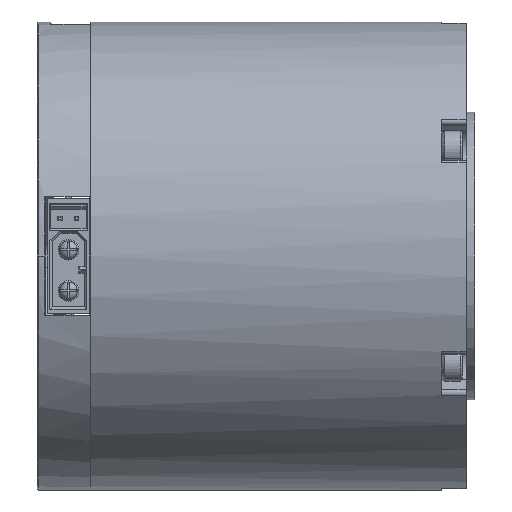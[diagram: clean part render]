
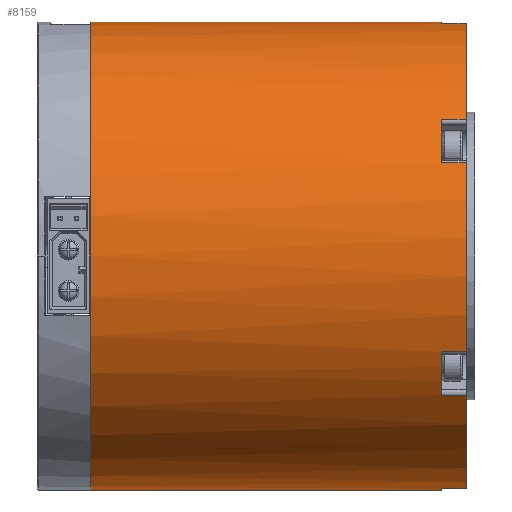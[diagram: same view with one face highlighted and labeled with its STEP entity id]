
A CAD part, left-side view. The second image highlights one B-rep face of the part: STEP entity #8159.
In plain terms, the highlighted cylindrical face has radius 28.5 mm (diameter 57 mm), a partial arc.
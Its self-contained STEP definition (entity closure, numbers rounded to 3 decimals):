
#1001=CARTESIAN_POINT('',(0.,1.,0.));
#1002=DIRECTION('',(0.,1.,0.));
#1003=DIRECTION('',(-0.101,0.,-0.995));
#1004=AXIS2_PLACEMENT_3D('',#1001,#1002,#1003);
#1034=CARTESIAN_POINT('',(0.,1.,0.));
#1035=DIRECTION('',(0.,1.,0.));
#1036=DIRECTION('',(-0.912,0.,-0.41));
#1037=AXIS2_PLACEMENT_3D('',#1034,#1035,#1036);
#1067=CARTESIAN_POINT('',(0.,1.,0.));
#1068=DIRECTION('',(0.,1.,0.));
#1069=DIRECTION('',(-0.811,0.,0.585));
#1070=AXIS2_PLACEMENT_3D('',#1067,#1068,#1069);
#1741=CARTESIAN_POINT('',(0.,4.,0.));
#1742=DIRECTION('',(0.,1.,0.));
#1743=DIRECTION('',(-0.114,0.,0.993));
#1744=AXIS2_PLACEMENT_3D('',#1741,#1742,#1743);
#1789=DIRECTION('',(0.,1.,0.));
#1790=VECTOR('',#1789,42.75);
#1791=CARTESIAN_POINT('',(0.,4.,-28.5));
#1792=LINE('',#1791,#1790);
#1793=DIRECTION('',(0.,-1.,0.));
#1794=VECTOR('',#1793,42.75);
#1795=CARTESIAN_POINT('',(0.,46.75,28.5));
#1796=LINE('',#1795,#1794);
#1797=DIRECTION('',(0.,-1.,0.));
#1798=VECTOR('',#1797,3.);
#1799=CARTESIAN_POINT('',(-3.247,4.,28.314));
#1800=LINE('',#1799,#1798);
#1801=DIRECTION('',(0.,-1.,0.));
#1802=VECTOR('',#1801,3.);
#1803=CARTESIAN_POINT('',(-2.885,4.,-28.354));
#1804=LINE('',#1803,#1802);
#1814=CARTESIAN_POINT('',(0.,4.,0.));
#1815=DIRECTION('',(0.,1.,0.));
#1816=DIRECTION('',(0.,0.,-1.));
#1817=AXIS2_PLACEMENT_3D('',#1814,#1815,#1816);
#2061=CARTESIAN_POINT('',(0.,46.75,0.));
#2062=DIRECTION('',(0.,-1.,0.));
#2063=DIRECTION('',(0.,0.,1.));
#2064=AXIS2_PLACEMENT_3D('',#2061,#2062,#2063);
#2453=DIRECTION('',(0.,-1.,0.));
#2454=VECTOR('',#2453,3.);
#2455=CARTESIAN_POINT('',(-23.112,4.,16.676));
#2456=LINE('',#2455,#2454);
#2466=CARTESIAN_POINT('',(0.,4.,0.));
#2467=DIRECTION('',(0.,1.,0.));
#2468=DIRECTION('',(-0.917,0.,0.398));
#2469=AXIS2_PLACEMENT_3D('',#2466,#2467,#2468);
#2508=DIRECTION('',(0.,1.,0.));
#2509=VECTOR('',#2508,3.);
#2510=CARTESIAN_POINT('',(-26.144,1.,11.346));
#2511=LINE('',#2510,#2509);
#2708=DIRECTION('',(0.,-1.,0.));
#2709=VECTOR('',#2708,3.);
#2710=CARTESIAN_POINT('',(-25.998,4.,-11.678));
#2711=LINE('',#2710,#2709);
#2721=CARTESIAN_POINT('',(0.,4.,0.));
#2722=DIRECTION('',(0.,1.,0.));
#2723=DIRECTION('',(-0.803,0.,-0.595));
#2724=AXIS2_PLACEMENT_3D('',#2721,#2722,#2723);
#2763=DIRECTION('',(0.,1.,0.));
#2764=VECTOR('',#2763,3.);
#2765=CARTESIAN_POINT('',(-22.898,1.,-16.969));
#2766=LINE('',#2765,#2764);
#4926=CARTESIAN_POINT('',(-26.144,4.,11.346));
#4928=VERTEX_POINT('',#4926);
#4929=CARTESIAN_POINT('',(-23.112,4.,16.676));
#4930=VERTEX_POINT('',#4929);
#4941=CARTESIAN_POINT('',(-26.144,1.,11.346));
#4942=VERTEX_POINT('',#4941);
#4973=CARTESIAN_POINT('',(-2.885,1.,-28.354));
#4974=VERTEX_POINT('',#4973);
#4975=CARTESIAN_POINT('',(-22.898,1.,-16.969));
#4976=VERTEX_POINT('',#4975);
#4987=CARTESIAN_POINT('',(-25.998,1.,-11.678));
#4988=VERTEX_POINT('',#4987);
#4995=CARTESIAN_POINT('',(-23.112,1.,16.676));
#4996=VERTEX_POINT('',#4995);
#4997=CARTESIAN_POINT('',(-3.247,1.,28.314));
#4998=VERTEX_POINT('',#4997);
#5837=CARTESIAN_POINT('',(0.,4.,28.5));
#5838=VERTEX_POINT('',#5837);
#5839=CARTESIAN_POINT('',(0.,46.75,28.5));
#5840=VERTEX_POINT('',#5839);
#5841=CARTESIAN_POINT('',(0.,46.75,-28.5));
#5842=VERTEX_POINT('',#5841);
#5843=CARTESIAN_POINT('',(0.,4.,-28.5));
#5844=VERTEX_POINT('',#5843);
#5979=CARTESIAN_POINT('',(-3.247,4.,28.314));
#5980=VERTEX_POINT('',#5979);
#5991=CARTESIAN_POINT('',(-2.885,4.,-28.354));
#5992=VERTEX_POINT('',#5991);
#5993=CARTESIAN_POINT('',(-25.998,4.,-11.678));
#5994=VERTEX_POINT('',#5993);
#5995=CARTESIAN_POINT('',(-22.898,4.,-16.969));
#5996=VERTEX_POINT('',#5995);
#8126=CARTESIAN_POINT('',(0.,0.,0.));
#8127=DIRECTION('',(0.,-1.,0.));
#8128=DIRECTION('',(0.,0.,-1.));
#8129=AXIS2_PLACEMENT_3D('',#8126,#8127,#8128);
#8130=CYLINDRICAL_SURFACE('',#8129,28.5);
#8131=ORIENTED_EDGE('',*,*,#7129,.F.);
#8133=ORIENTED_EDGE('',*,*,#8132,.F.);
#8135=ORIENTED_EDGE('',*,*,#8134,.F.);
#8136=ORIENTED_EDGE('',*,*,#7265,.T.);
#8138=ORIENTED_EDGE('',*,*,#8137,.F.);
#8139=ORIENTED_EDGE('',*,*,#7261,.T.);
#8140=ORIENTED_EDGE('',*,*,#8104,.F.);
#8142=ORIENTED_EDGE('',*,*,#8141,.T.);
#8143=ORIENTED_EDGE('',*,*,#7157,.F.);
#8145=ORIENTED_EDGE('',*,*,#8144,.F.);
#8147=ORIENTED_EDGE('',*,*,#8146,.F.);
#8149=ORIENTED_EDGE('',*,*,#8148,.F.);
#8150=ORIENTED_EDGE('',*,*,#7143,.F.);
#8152=ORIENTED_EDGE('',*,*,#8151,.F.);
#8154=ORIENTED_EDGE('',*,*,#8153,.F.);
#8156=ORIENTED_EDGE('',*,*,#8155,.F.);
#8157=EDGE_LOOP('',(#8131,#8133,#8135,#8136,#8138,#8139,#8140,#8142,#8143,#8145,
#8147,#8149,#8150,#8152,#8154,#8156));
#8158=FACE_OUTER_BOUND('',#8157,.F.);
#8159=ADVANCED_FACE('',(#8158),#8130,.T.);
#1005=CIRCLE('',#1004,28.5);
#1038=CIRCLE('',#1037,28.5);
#1071=CIRCLE('',#1070,28.5);
#1745=CIRCLE('',#1744,28.5);
#1818=CIRCLE('',#1817,28.5);
#2065=CIRCLE('',#2064,28.5);
#2470=CIRCLE('',#2469,28.5);
#2725=CIRCLE('',#2724,28.5);
#7129=EDGE_CURVE('',#4974,#4976,#1005,.T.);
#7143=EDGE_CURVE('',#4988,#4942,#1038,.T.);
#7157=EDGE_CURVE('',#4996,#4998,#1071,.T.);
#7261=EDGE_CURVE('',#5840,#5838,#1796,.T.);
#7265=EDGE_CURVE('',#5844,#5842,#1792,.T.);
#8104=EDGE_CURVE('',#5980,#5838,#1745,.T.);
#8132=EDGE_CURVE('',#5992,#4974,#1804,.T.);
#8134=EDGE_CURVE('',#5844,#5992,#1818,.T.);
#8137=EDGE_CURVE('',#5840,#5842,#2065,.T.);
#8141=EDGE_CURVE('',#5980,#4998,#1800,.T.);
#8144=EDGE_CURVE('',#4930,#4996,#2456,.T.);
#8146=EDGE_CURVE('',#4928,#4930,#2470,.T.);
#8148=EDGE_CURVE('',#4942,#4928,#2511,.T.);
#8151=EDGE_CURVE('',#5994,#4988,#2711,.T.);
#8153=EDGE_CURVE('',#5996,#5994,#2725,.T.);
#8155=EDGE_CURVE('',#4976,#5996,#2766,.T.);
